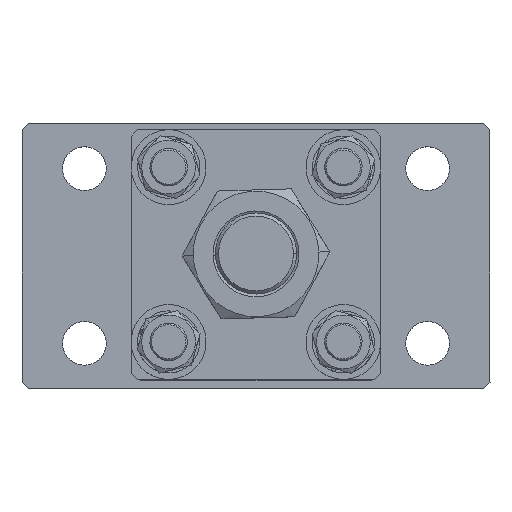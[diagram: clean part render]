
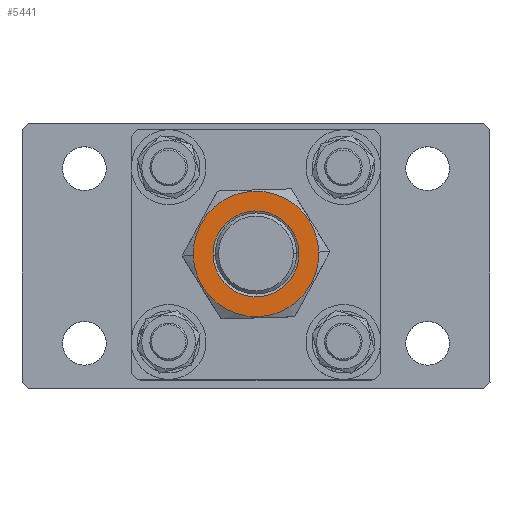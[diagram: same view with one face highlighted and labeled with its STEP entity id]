
A CAD part, top view. The second image highlights one B-rep face of the part: STEP entity #5441.
In plain terms, the highlighted planar face has unit normal (0, 0, 1).
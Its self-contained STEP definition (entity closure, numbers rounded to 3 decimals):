
#145 = VERTEX_POINT ( 'NONE', #5289 ) ;
#218 = VERTEX_POINT ( 'NONE', #5486 ) ;
#222 = VERTEX_POINT ( 'NONE', #5482 ) ;
#249 = VERTEX_POINT ( 'NONE', #7361 ) ;
#610 = AXIS2_PLACEMENT_3D ( 'NONE', #4021, #4022, #4023 ) ;
#620 = AXIS2_PLACEMENT_3D ( 'NONE', #4005, #4006, #4007 ) ;
#811 = CARTESIAN_POINT ( 'NONE',  ( 11.836, -20.5, 0. ) ) ;
#814 = PLANE ( 'NONE',  #5361 ) ;
#816 = DIRECTION ( 'NONE',  ( 0., 0., 1. ) ) ;
#817 = DIRECTION ( 'NONE',  ( 1., 0., 0. ) ) ;
#1704 = FACE_OUTER_BOUND ( 'NONE', #6983, .T. ) ;
#2126 = CIRCLE ( 'NONE', #620, 13.768 ) ;
#2135 = CIRCLE ( 'NONE', #610, 20.125 ) ;
#2165 = CIRCLE ( 'NONE', #2546, 13.768 ) ;
#2166 = CIRCLE ( 'NONE', #2547, 20.125 ) ;
#2546 = AXIS2_PLACEMENT_3D ( 'NONE', #4221, #4222, #4223 ) ;
#2547 = AXIS2_PLACEMENT_3D ( 'NONE', #4224, #4225, #4226 ) ;
#4005 = CARTESIAN_POINT ( 'NONE',  ( 0., 0., 0. ) ) ;
#4006 = DIRECTION ( 'NONE',  ( 0., 0., -1. ) ) ;
#4007 = DIRECTION ( 'NONE',  ( 1., 0., 0. ) ) ;
#4021 = CARTESIAN_POINT ( 'NONE',  ( 0., 0., 0. ) ) ;
#4022 = DIRECTION ( 'NONE',  ( 0., 0., -1. ) ) ;
#4023 = DIRECTION ( 'NONE',  ( -1., 0., 0. ) ) ;
#4221 = CARTESIAN_POINT ( 'NONE',  ( 0., 0., 0. ) ) ;
#4222 = DIRECTION ( 'NONE',  ( 0., 0., -1. ) ) ;
#4223 = DIRECTION ( 'NONE',  ( 1., 0., 0. ) ) ;
#4224 = CARTESIAN_POINT ( 'NONE',  ( 0., 0., 0. ) ) ;
#4225 = DIRECTION ( 'NONE',  ( 0., 0., -1. ) ) ;
#4226 = DIRECTION ( 'NONE',  ( -1., 0., 0. ) ) ;
#4250 = FACE_BOUND ( 'NONE', #7040, .T. ) ;
#5289 = CARTESIAN_POINT ( 'NONE',  ( -13.768, 0., 0. ) ) ;
#5361 = AXIS2_PLACEMENT_3D ( 'NONE', #811, #816, #817 ) ;
#5441 = ADVANCED_FACE ( 'NONE', ( #4250, #1704 ), #814, .T. ) ;
#5482 = CARTESIAN_POINT ( 'NONE',  ( -20.125, 0., 0. ) ) ;
#5486 = CARTESIAN_POINT ( 'NONE',  ( 20.125, 0., 0. ) ) ;
#6107 = EDGE_CURVE ( 'NONE', #249, #145, #2126, .T. ) ;
#6113 = EDGE_CURVE ( 'NONE', #222, #218, #2135, .T. ) ;
#6141 = EDGE_CURVE ( 'NONE', #145, #249, #2165, .T. ) ;
#6142 = EDGE_CURVE ( 'NONE', #218, #222, #2166, .T. ) ;
#6664 = ORIENTED_EDGE ( 'NONE', *, *, #6142, .F. ) ;
#6670 = ORIENTED_EDGE ( 'NONE', *, *, #6107, .T. ) ;
#6671 = ORIENTED_EDGE ( 'NONE', *, *, #6113, .F. ) ;
#6673 = ORIENTED_EDGE ( 'NONE', *, *, #6141, .T. ) ;
#6983 = EDGE_LOOP ( 'NONE', ( #6671, #6664 ) ) ;
#7040 = EDGE_LOOP ( 'NONE', ( #6670, #6673 ) ) ;
#7361 = CARTESIAN_POINT ( 'NONE',  ( 13.768, 0., 0. ) ) ;
